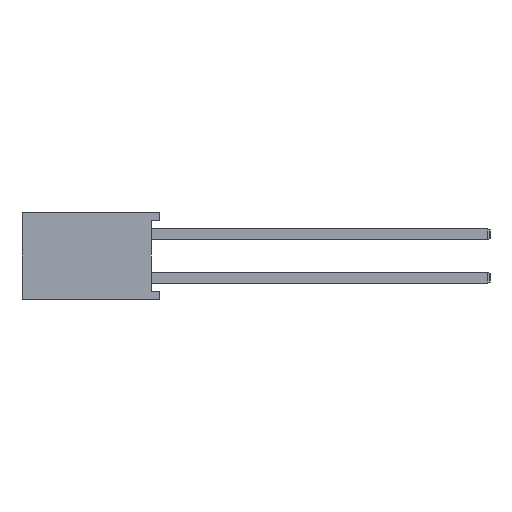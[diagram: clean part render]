
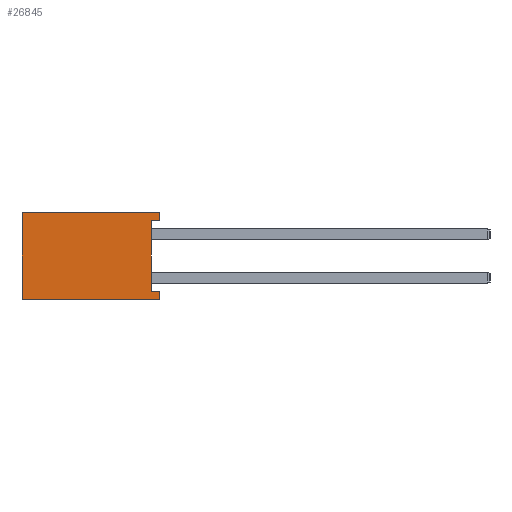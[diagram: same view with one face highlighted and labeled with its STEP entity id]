
A CAD part, left-side view. The second image highlights one B-rep face of the part: STEP entity #26845.
In plain terms, the highlighted planar face has unit normal (-1, 0, 0).
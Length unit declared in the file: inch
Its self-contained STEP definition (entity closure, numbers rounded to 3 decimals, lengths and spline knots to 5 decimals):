
#5829=ORIENTED_EDGE('',*,*,#10606,.T.);
#5830=ORIENTED_EDGE('',*,*,#10267,.T.);
#5831=ORIENTED_EDGE('',*,*,#10454,.F.);
#5832=ORIENTED_EDGE('',*,*,#10685,.F.);
#5833=ORIENTED_EDGE('',*,*,#10448,.T.);
#5834=ORIENTED_EDGE('',*,*,#10371,.T.);
#5835=ORIENTED_EDGE('',*,*,#10684,.T.);
#5836=ORIENTED_EDGE('',*,*,#10686,.T.);
#10267=EDGE_CURVE('',#13100,#13099,#16327,.T.);
#10371=EDGE_CURVE('',#13204,#13203,#16431,.T.);
#10448=EDGE_CURVE('',#13255,#13204,#16508,.T.);
#10454=EDGE_CURVE('',#13259,#13099,#16514,.T.);
#10606=EDGE_CURVE('',#13360,#13100,#16666,.T.);
#10684=EDGE_CURVE('',#13203,#13412,#16744,.T.);
#10685=EDGE_CURVE('',#13255,#13259,#16745,.T.);
#10686=EDGE_CURVE('',#13412,#13360,#16746,.T.);
#13099=VERTEX_POINT('',#40925);
#13100=VERTEX_POINT('',#40927);
#13203=VERTEX_POINT('',#41159);
#13204=VERTEX_POINT('',#41161);
#13255=VERTEX_POINT('',#41290);
#13259=VERTEX_POINT('',#41300);
#13360=VERTEX_POINT('',#41578);
#13412=VERTEX_POINT('',#41735);
#16327=LINE('',#40926,#19963);
#16431=LINE('',#41160,#20067);
#16508=LINE('',#41289,#20144);
#16514=LINE('',#41301,#20150);
#16666=LINE('',#41580,#20302);
#16744=LINE('',#41736,#20380);
#16745=LINE('',#41738,#20381);
#16746=LINE('',#41739,#20382);
#19963=VECTOR('',#33575,39.37008);
#20067=VECTOR('',#33731,39.37008);
#20144=VECTOR('',#33810,39.37008);
#20150=VECTOR('',#33818,39.37008);
#20302=VECTOR('',#34022,39.37008);
#20380=VECTOR('',#34152,39.37008);
#20381=VECTOR('',#34155,39.37008);
#20382=VECTOR('',#34156,39.37008);
#22297=EDGE_LOOP('',(#5829,#5830,#5831,#5832,#5833,#5834,#5835,#5836));
#23913=FACE_BOUND('',#22297,.T.);
#25379=PLANE('',#28438);
#26845=ADVANCED_FACE('',(#23913),#25379,.F.);
#28438=AXIS2_PLACEMENT_3D('',#41737,#34153,#34154);
#33575=DIRECTION('',(0.,0.,1.));
#33731=DIRECTION('',(0.,0.,1.));
#33810=DIRECTION('',(0.,-1.,0.));
#33818=DIRECTION('',(0.,-1.,0.));
#34022=DIRECTION('',(0.,-1.,0.));
#34152=DIRECTION('',(0.,1.,0.));
#34153=DIRECTION('',(1.,0.,0.));
#34154=DIRECTION('',(0.,0.,-1.));
#34155=DIRECTION('',(0.,0.,1.));
#34156=DIRECTION('',(0.,0.,1.));
#40925=CARTESIAN_POINT('',(0.,0.,0.07875));
#40926=CARTESIAN_POINT('',(0.,0.,-0.07875));
#40927=CARTESIAN_POINT('',(0.,0.,0.06375));
#41159=CARTESIAN_POINT('',(0.,0.,-0.06375));
#41160=CARTESIAN_POINT('',(0.,0.,-0.07875));
#41161=CARTESIAN_POINT('',(0.,0.,-0.07875));
#41289=CARTESIAN_POINT('',(0.,0.25,-0.07875));
#41290=CARTESIAN_POINT('',(0.,0.25,-0.07875));
#41300=CARTESIAN_POINT('',(0.,0.25,0.07875));
#41301=CARTESIAN_POINT('',(0.,0.25,0.07875));
#41578=CARTESIAN_POINT('',(0.,0.015,0.06375));
#41580=CARTESIAN_POINT('',(0.,0.015,0.06375));
#41735=CARTESIAN_POINT('',(0.,0.015,-0.06375));
#41736=CARTESIAN_POINT('',(0.,0.,-0.06375));
#41737=CARTESIAN_POINT('',(0.,0.25,-0.07875));
#41738=CARTESIAN_POINT('',(0.,0.25,-0.07875));
#41739=CARTESIAN_POINT('',(0.,0.015,-0.06375));
